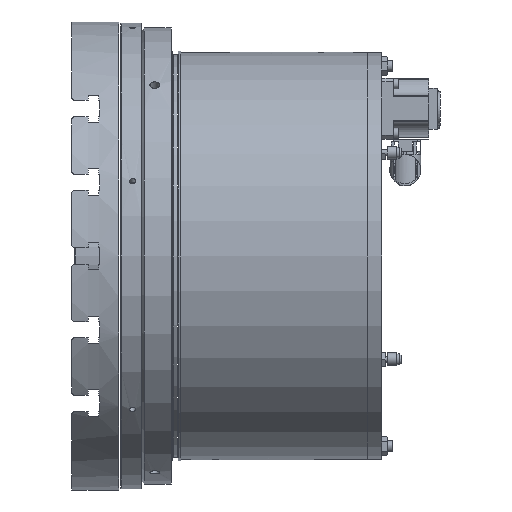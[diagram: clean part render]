
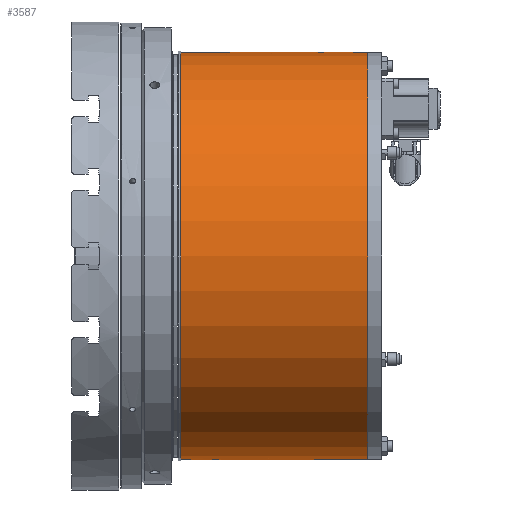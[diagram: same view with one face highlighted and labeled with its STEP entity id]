
A CAD part, front view. The second image highlights one B-rep face of the part: STEP entity #3587.
In plain terms, the highlighted cylindrical face has radius 174 mm (diameter 348 mm), a full revolution.
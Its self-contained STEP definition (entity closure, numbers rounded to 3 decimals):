
#2931 = EDGE_CURVE('',#2932,#2934,#2936,.T.);
#2932 = VERTEX_POINT('',#2933);
#2933 = CARTESIAN_POINT('',(156.,0.,174.));
#2934 = VERTEX_POINT('',#2935);
#2935 = CARTESIAN_POINT('',(150.,0.,174.));
#2936 = B_SPLINE_CURVE_WITH_KNOTS('',3,(#2937,#2938,#2939,#2940,#2941,
    #2942,#2943,#2944,#2945,#2946,#2947,#2948,#2949,#2950,#2951,#2952,
    #2953,#2954,#2955),.UNSPECIFIED.,.F.,.F.,(4,2,2,2,3,2,2,2,4),(
    1.356,1.469,1.582,1.695,
    1.808,1.921,2.034,2.147,
    2.26),.UNSPECIFIED.);
#2937 = CARTESIAN_POINT('',(156.,0.,174.));
#2938 = CARTESIAN_POINT('',(156.,-0.377,174.));
#2939 = CARTESIAN_POINT('',(155.925,-0.778,
    173.999));
#2940 = CARTESIAN_POINT('',(155.619,-1.518,
    173.994));
#2941 = CARTESIAN_POINT('',(155.388,-1.855,
    173.99));
#2942 = CARTESIAN_POINT('',(154.855,-2.388,
    173.984));
#2943 = CARTESIAN_POINT('',(154.518,-2.619,
    173.98));
#2944 = CARTESIAN_POINT('',(153.778,-2.925,
    173.975));
#2945 = CARTESIAN_POINT('',(153.377,-3.,173.974));
#2946 = CARTESIAN_POINT('',(153.,-3.,173.974));
#2947 = CARTESIAN_POINT('',(152.623,-3.,173.974));
#2948 = CARTESIAN_POINT('',(152.222,-2.925,
    173.975));
#2949 = CARTESIAN_POINT('',(151.482,-2.619,
    173.98));
#2950 = CARTESIAN_POINT('',(151.145,-2.388,
    173.984));
#2951 = CARTESIAN_POINT('',(150.612,-1.855,
    173.99));
#2952 = CARTESIAN_POINT('',(150.381,-1.518,
    173.994));
#2953 = CARTESIAN_POINT('',(150.075,-0.778,
    173.999));
#2954 = CARTESIAN_POINT('',(150.,-0.377,174.));
#2955 = CARTESIAN_POINT('',(150.,0.,174.));
#2957 = EDGE_CURVE('',#2934,#2932,#2958,.T.);
#2958 = B_SPLINE_CURVE_WITH_KNOTS('',3,(#2959,#2960,#2961,#2962,#2963,
    #2964,#2965,#2966,#2967,#2968,#2969,#2970,#2971,#2972,#2973,#2974,
    #2975,#2976),.UNSPECIFIED.,.F.,.F.,(4,2,2,2,2,2,2,2,4),(
    0.452,0.565,0.678,0.791,
    0.904,1.017,1.13,1.243,
    1.356),.UNSPECIFIED.);
#2959 = CARTESIAN_POINT('',(150.,0.,174.));
#2960 = CARTESIAN_POINT('',(150.,0.377,174.));
#2961 = CARTESIAN_POINT('',(150.075,0.778,
    173.999));
#2962 = CARTESIAN_POINT('',(150.381,1.518,
    173.994));
#2963 = CARTESIAN_POINT('',(150.612,1.855,
    173.99));
#2964 = CARTESIAN_POINT('',(151.145,2.388,
    173.984));
#2965 = CARTESIAN_POINT('',(151.482,2.619,
    173.98));
#2966 = CARTESIAN_POINT('',(152.222,2.925,
    173.975));
#2967 = CARTESIAN_POINT('',(152.623,3.,173.974));
#2968 = CARTESIAN_POINT('',(153.377,3.,173.974));
#2969 = CARTESIAN_POINT('',(153.778,2.925,
    173.975));
#2970 = CARTESIAN_POINT('',(154.518,2.619,
    173.98));
#2971 = CARTESIAN_POINT('',(154.855,2.388,
    173.984));
#2972 = CARTESIAN_POINT('',(155.388,1.855,
    173.99));
#2973 = CARTESIAN_POINT('',(155.619,1.518,
    173.994));
#2974 = CARTESIAN_POINT('',(155.925,0.778,
    173.999));
#2975 = CARTESIAN_POINT('',(156.,0.377,174.));
#2976 = CARTESIAN_POINT('',(156.,0.,174.));
#3073 = EDGE_CURVE('',#3074,#3074,#3076,.T.);
#3074 = VERTEX_POINT('',#3075);
#3075 = CARTESIAN_POINT('',(193.,174.,0.));
#3076 = CIRCLE('',#3077,174.);
#3077 = AXIS2_PLACEMENT_3D('',#3078,#3079,#3080);
#3078 = CARTESIAN_POINT('',(193.,0.,0.));
#3079 = DIRECTION('',(1.,0.,0.));
#3080 = DIRECTION('',(-0.,1.,0.));
#3409 = EDGE_CURVE('',#3410,#3410,#3412,.T.);
#3410 = VERTEX_POINT('',#3411);
#3411 = CARTESIAN_POINT('',(33.,174.,0.));
#3412 = CIRCLE('',#3413,174.);
#3413 = AXIS2_PLACEMENT_3D('',#3414,#3415,#3416);
#3414 = CARTESIAN_POINT('',(33.,0.,0.));
#3415 = DIRECTION('',(1.,0.,0.));
#3416 = DIRECTION('',(-0.,1.,0.));
#3587 = ADVANCED_FACE('',(#3588,#3598,#3647),#3651,.T.);
#3588 = FACE_BOUND('',#3589,.T.);
#3589 = EDGE_LOOP('',(#3590,#3591,#3596,#3597));
#3590 = ORIENTED_EDGE('',*,*,#3073,.F.);
#3591 = ORIENTED_EDGE('',*,*,#3592,.F.);
#3592 = EDGE_CURVE('',#3410,#3074,#3593,.T.);
#3593 = B_SPLINE_CURVE_WITH_KNOTS('',1,(#3594,#3595),.UNSPECIFIED.,.F.,
  .F.,(2,2),(-80.,80.),.PIECEWISE_BEZIER_KNOTS.);
#3594 = CARTESIAN_POINT('',(33.,174.,0.));
#3595 = CARTESIAN_POINT('',(193.,174.,0.));
#3596 = ORIENTED_EDGE('',*,*,#3409,.T.);
#3597 = ORIENTED_EDGE('',*,*,#3592,.T.);
#3598 = FACE_BOUND('',#3599,.T.);
#3599 = EDGE_LOOP('',(#3600,#3625));
#3600 = ORIENTED_EDGE('',*,*,#3601,.T.);
#3601 = EDGE_CURVE('',#3602,#3604,#3606,.T.);
#3602 = VERTEX_POINT('',#3603);
#3603 = CARTESIAN_POINT('',(66.,0.,-174.));
#3604 = VERTEX_POINT('',#3605);
#3605 = CARTESIAN_POINT('',(60.,0.,-174.));
#3606 = B_SPLINE_CURVE_WITH_KNOTS('',3,(#3607,#3608,#3609,#3610,#3611,
    #3612,#3613,#3614,#3615,#3616,#3617,#3618,#3619,#3620,#3621,#3622,
    #3623,#3624),.UNSPECIFIED.,.F.,.F.,(4,2,2,2,2,2,2,2,4),(
    0.452,0.565,0.678,0.791,
    0.904,1.017,1.13,1.243,
    1.356),.UNSPECIFIED.);
#3607 = CARTESIAN_POINT('',(66.,0.,-174.));
#3608 = CARTESIAN_POINT('',(66.,0.377,-174.));
#3609 = CARTESIAN_POINT('',(65.925,0.778,
    -173.999));
#3610 = CARTESIAN_POINT('',(65.619,1.518,
    -173.994));
#3611 = CARTESIAN_POINT('',(65.388,1.855,
    -173.99));
#3612 = CARTESIAN_POINT('',(64.855,2.388,
    -173.984));
#3613 = CARTESIAN_POINT('',(64.518,2.619,
    -173.98));
#3614 = CARTESIAN_POINT('',(63.778,2.925,
    -173.975));
#3615 = CARTESIAN_POINT('',(63.377,3.,-173.974));
#3616 = CARTESIAN_POINT('',(62.623,3.,-173.974));
#3617 = CARTESIAN_POINT('',(62.222,2.925,
    -173.975));
#3618 = CARTESIAN_POINT('',(61.482,2.619,
    -173.98));
#3619 = CARTESIAN_POINT('',(61.145,2.388,
    -173.984));
#3620 = CARTESIAN_POINT('',(60.612,1.855,
    -173.99));
#3621 = CARTESIAN_POINT('',(60.381,1.518,
    -173.994));
#3622 = CARTESIAN_POINT('',(60.075,0.778,
    -173.999));
#3623 = CARTESIAN_POINT('',(60.,0.377,-174.));
#3624 = CARTESIAN_POINT('',(60.,0.,-174.));
#3625 = ORIENTED_EDGE('',*,*,#3626,.T.);
#3626 = EDGE_CURVE('',#3604,#3602,#3627,.T.);
#3627 = B_SPLINE_CURVE_WITH_KNOTS('',3,(#3628,#3629,#3630,#3631,#3632,
    #3633,#3634,#3635,#3636,#3637,#3638,#3639,#3640,#3641,#3642,#3643,
    #3644,#3645,#3646),.UNSPECIFIED.,.F.,.F.,(4,2,2,2,3,2,2,2,4),(
    1.356,1.469,1.582,1.695,
    1.808,1.921,2.034,2.147,
    2.26),.UNSPECIFIED.);
#3628 = CARTESIAN_POINT('',(60.,0.,-174.));
#3629 = CARTESIAN_POINT('',(60.,-0.377,-174.));
#3630 = CARTESIAN_POINT('',(60.075,-0.778,
    -173.999));
#3631 = CARTESIAN_POINT('',(60.381,-1.518,
    -173.994));
#3632 = CARTESIAN_POINT('',(60.612,-1.855,
    -173.99));
#3633 = CARTESIAN_POINT('',(61.145,-2.388,
    -173.984));
#3634 = CARTESIAN_POINT('',(61.482,-2.619,
    -173.98));
#3635 = CARTESIAN_POINT('',(62.222,-2.925,
    -173.975));
#3636 = CARTESIAN_POINT('',(62.623,-3.,-173.974));
#3637 = CARTESIAN_POINT('',(63.,-3.,-173.974));
#3638 = CARTESIAN_POINT('',(63.377,-3.,-173.974));
#3639 = CARTESIAN_POINT('',(63.778,-2.925,
    -173.975));
#3640 = CARTESIAN_POINT('',(64.518,-2.619,
    -173.98));
#3641 = CARTESIAN_POINT('',(64.855,-2.388,
    -173.984));
#3642 = CARTESIAN_POINT('',(65.388,-1.855,
    -173.99));
#3643 = CARTESIAN_POINT('',(65.619,-1.518,
    -173.994));
#3644 = CARTESIAN_POINT('',(65.925,-0.778,
    -173.999));
#3645 = CARTESIAN_POINT('',(66.,-0.377,-174.));
#3646 = CARTESIAN_POINT('',(66.,0.,-174.));
#3647 = FACE_BOUND('',#3648,.T.);
#3648 = EDGE_LOOP('',(#3649,#3650));
#3649 = ORIENTED_EDGE('',*,*,#2957,.T.);
#3650 = ORIENTED_EDGE('',*,*,#2931,.T.);
#3651 = CYLINDRICAL_SURFACE('',#3652,174.);
#3652 = AXIS2_PLACEMENT_3D('',#3653,#3654,#3655);
#3653 = CARTESIAN_POINT('',(113.,0.,0.));
#3654 = DIRECTION('',(1.,0.,0.));
#3655 = DIRECTION('',(-0.,1.,0.));
